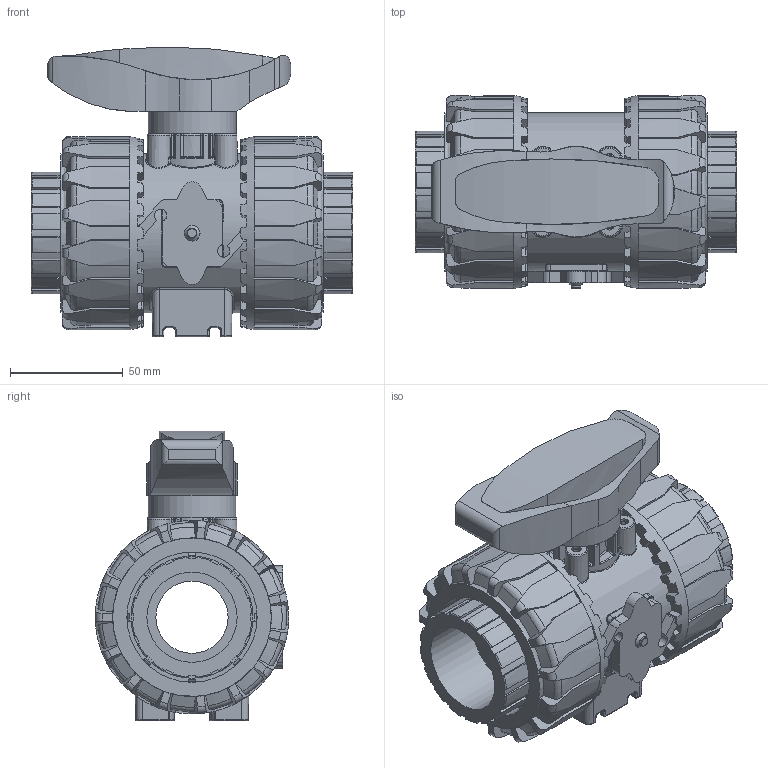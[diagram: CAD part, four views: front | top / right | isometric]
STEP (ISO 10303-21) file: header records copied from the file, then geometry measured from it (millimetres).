
FILE_DESCRIPTION(/* description */ (''),/* implementation_level */ '2;1');
FILE_NAME(/* name */ 'VKDIV040E.iam.stp',/* time_stamp */ '2014-06-09T12:49:00+02:00',/* author */ ('bfaro'),/* organization */ (''),/* preprocessor_version */ 'ST-DEVELOPER v15.6',/* originating_system */ 'Autodesk Inventor 2015',/* authorisation */ '');
FILE_SCHEMA (('AUTOMOTIVE_DESIGN { 1 0 10303 214 3 1 1 }'));
Products named in the file (6): cassa VKD_40; Arpione 40-50; NTVKD040V; ENDIV040; 1MNC040; VKDIV040E
Bounding box: 142.5 x 85.7 x 128.52 mm (x, y, z)
Volume: 606600 mm3; surface area: 135924.9 mm2
Topology: 7 solids, 7 shells, 1592 faces, 4221 edges, 2604 vertices
Faces by surface type: plane 687, cylinder 457, bspline 170, torus 134, sphere 80, cone 64
Full cylindrical faces by diameter (mm): 3.1 x4, 4.2 x4, 4.3 x1, 5 x1, 6.654 x1, 7 x1, 8 x2, 19 x1, 32 x2, 32.1 x1, 36.9 x1, 38.974 x1, 40 x2, 44.4 x1, 54 x2, 57.7 x2, 63.5 x2, 66.7 x2, 70.3 x2, 70.4 x1
Entity records: 54290 total; most frequent: CARTESIAN_POINT 26864, DIRECTION 5835, ORIENTED_EDGE 5734, EDGE_CURVE 2867, AXIS2_PLACEMENT_3D 2384, VERTEX_POINT 1774, EDGE_LOOP 1239, FACE_OUTER_BOUND 1167
